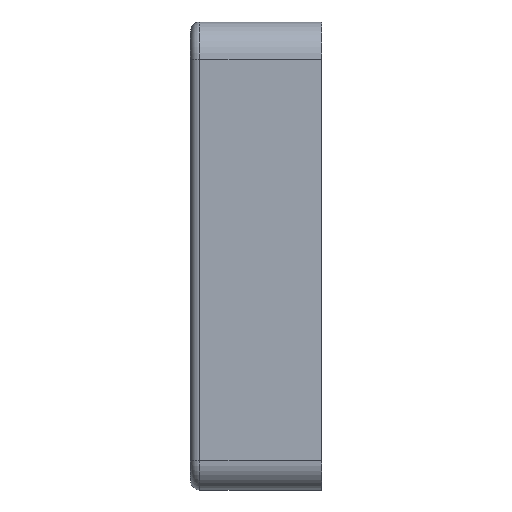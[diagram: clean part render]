
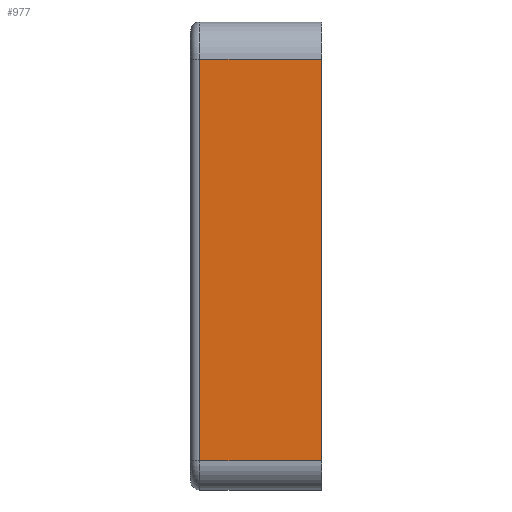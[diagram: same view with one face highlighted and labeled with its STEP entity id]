
A CAD part, left-side view. The second image highlights one B-rep face of the part: STEP entity #977.
In plain terms, the highlighted planar face has unit normal (-1, 0, 0).
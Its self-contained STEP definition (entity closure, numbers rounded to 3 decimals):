
#57=DIRECTION('',(0.,0.,1.));
#58=VECTOR('',#57,42.9);
#59=CARTESIAN_POINT('',(-55.,0.,-21.9));
#60=LINE('',#59,#58);
#348=DIRECTION('',(0.,-1.,0.));
#349=VECTOR('',#348,13.);
#350=CARTESIAN_POINT('',(-55.,13.,21.));
#351=LINE('',#350,#349);
#352=DIRECTION('',(0.,-1.,0.));
#353=VECTOR('',#352,13.);
#354=CARTESIAN_POINT('',(-55.,13.,-21.9));
#355=LINE('',#354,#353);
#356=DIRECTION('',(0.,0.,-1.));
#357=VECTOR('',#356,42.9);
#358=CARTESIAN_POINT('',(-55.,13.,21.));
#359=LINE('',#358,#357);
#434=CARTESIAN_POINT('',(-55.,0.,21.));
#436=VERTEX_POINT('',#434);
#437=CARTESIAN_POINT('',(-55.,0.,-21.9));
#439=VERTEX_POINT('',#437);
#461=CARTESIAN_POINT('',(-55.,13.,21.));
#462=VERTEX_POINT('',#461);
#465=CARTESIAN_POINT('',(-55.,13.,-21.9));
#466=VERTEX_POINT('',#465);
#964=CARTESIAN_POINT('',(-55.,0.,-25.));
#965=DIRECTION('',(-1.,0.,0.));
#966=DIRECTION('',(0.,0.,1.));
#967=AXIS2_PLACEMENT_3D('',#964,#965,#966);
#968=PLANE('',#967);
#970=ORIENTED_EDGE('',*,*,#969,.T.);
#971=ORIENTED_EDGE('',*,*,#522,.F.);
#972=ORIENTED_EDGE('',*,*,#866,.F.);
#974=ORIENTED_EDGE('',*,*,#973,.F.);
#975=EDGE_LOOP('',(#970,#971,#972,#974));
#976=FACE_OUTER_BOUND('',#975,.F.);
#977=ADVANCED_FACE('',(#976),#968,.T.);
#522=EDGE_CURVE('',#439,#436,#60,.T.);
#866=EDGE_CURVE('',#466,#439,#355,.T.);
#969=EDGE_CURVE('',#462,#436,#351,.T.);
#973=EDGE_CURVE('',#462,#466,#359,.T.);
